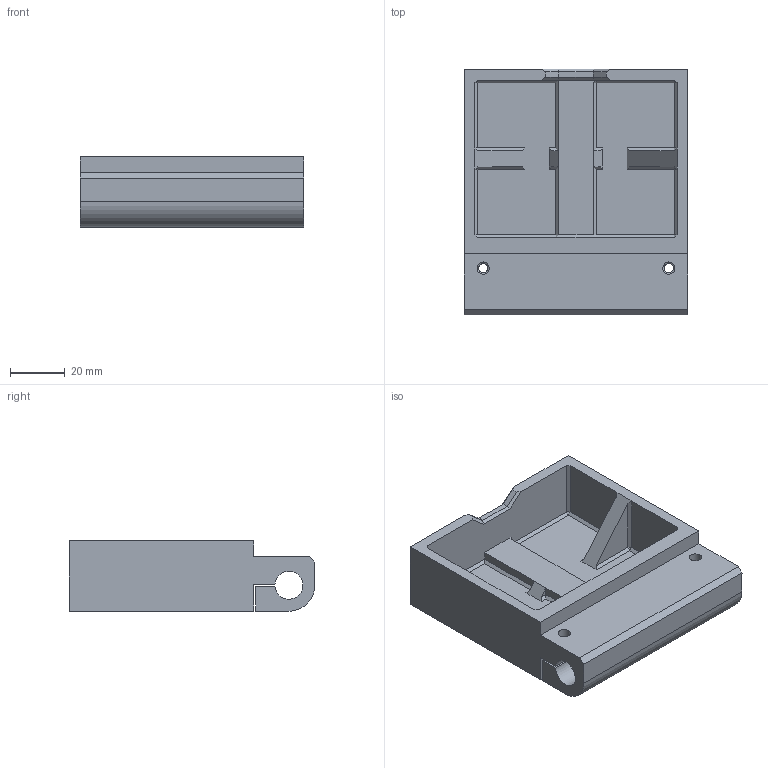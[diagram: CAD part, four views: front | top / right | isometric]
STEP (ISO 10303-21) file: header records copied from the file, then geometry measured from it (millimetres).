
FILE_DESCRIPTION(('FreeCAD Model'),'2;1');
FILE_NAME('Open CASCADE Shape Model','2025-02-28T21:21:37',(''),(''), 'Open CASCADE STEP processor 7.8','FreeCAD','Unknown');
FILE_SCHEMA(('AUTOMOTIVE_DESIGN { 1 0 10303 214 1 1 1 1 }'));
Length unit declared in the file: millimetre
Products named in the file (2): Brush_Dock; Brush_Dock-Body
Assembly tree (1 placements, depth 2):
  Brush_Dock
    Brush_Dock-Body
Bounding box: 82 x 90 x 25.8 mm (x, y, z)
Volume: 82088.6 mm3; surface area: 34666.7 mm2
Topology: 1 solids, 1 shells, 105 faces, 262 edges, 161 vertices
Faces by surface type: plane 93, cylinder 10, cone 2
Full cylindrical faces by diameter (mm): 3.4 x4, 4.5 x2, 6.1 x2
Entity records: 7568 total; most frequent: CARTESIAN_POINT 2182, DIRECTION 998, LINE 740, VECTOR 740, ORIENTED_EDGE 524, PCURVE 524, DEFINITIONAL_REPRESENTATION 524, EDGE_CURVE 262
